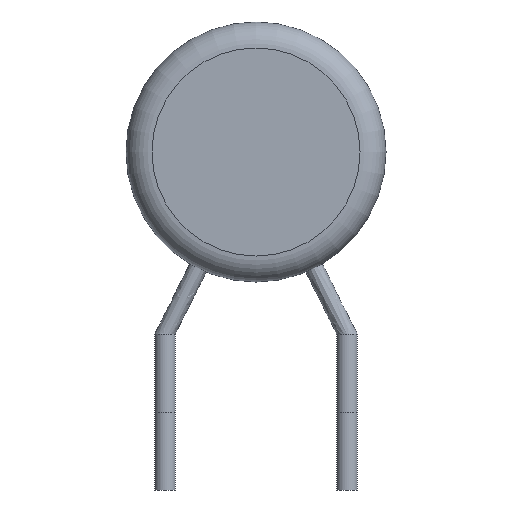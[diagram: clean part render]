
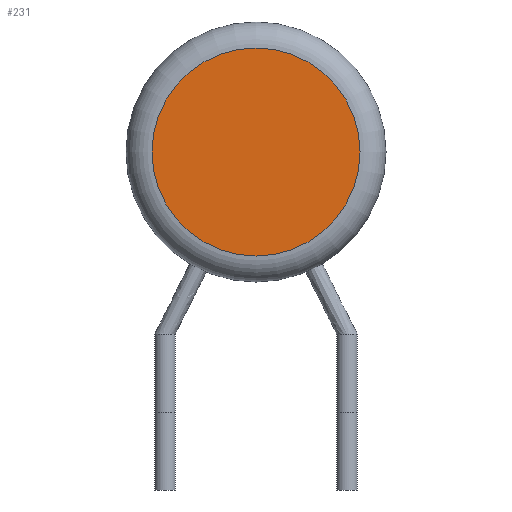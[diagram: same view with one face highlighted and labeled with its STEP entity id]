
A CAD part, front view. The second image highlights one B-rep face of the part: STEP entity #231.
In plain terms, the highlighted planar face has unit normal (0, -1, 0).
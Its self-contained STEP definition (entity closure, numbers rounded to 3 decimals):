
#54=FACE_OUTER_BOUND('',#73,.T.);
#73=EDGE_LOOP('',(#182));
#92=CIRCLE('',#278,4.);
#113=VERTEX_POINT('',#415);
#137=EDGE_CURVE('',#113,#113,#92,.T.);
#182=ORIENTED_EDGE('',*,*,#137,.F.);
#216=PLANE('',#280);
#231=ADVANCED_FACE('',(#54),#216,.F.);
#278=AXIS2_PLACEMENT_3D('',#416,#342,#343);
#280=AXIS2_PLACEMENT_3D('',#418,#346,#347);
#342=DIRECTION('center_axis',(0.,1.,0.));
#343=DIRECTION('ref_axis',(1.,0.,0.));
#346=DIRECTION('center_axis',(0.,1.,0.));
#347=DIRECTION('ref_axis',(1.,0.,0.));
#415=CARTESIAN_POINT('',(3.5,-1.5,14.));
#416=CARTESIAN_POINT('Origin',(3.5,-1.5,10.));
#418=CARTESIAN_POINT('Origin',(3.5,-1.5,10.));
